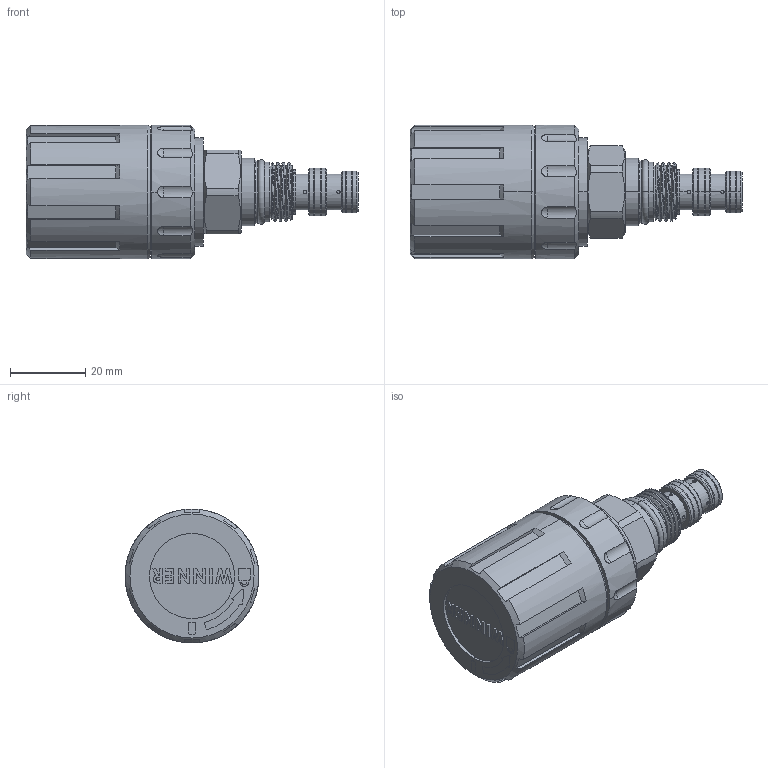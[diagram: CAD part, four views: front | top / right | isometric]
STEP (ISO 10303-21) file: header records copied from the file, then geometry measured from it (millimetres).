
FILE_DESCRIPTION (( 'STEP AP203' ), '1' );
FILE_NAME ('DT9A3A11RA.STEP', '2025-03-04T03:07:20', ( '' ), ( '' ), 'SwSTEP 2.0', 'SolidWorks 2018', '' );
FILE_SCHEMA (( 'CONFIG_CONTROL_DESIGN' ));
Length unit declared in the file: millimetre
Products named in the file (1): DT9A3A11RA
Bounding box: 88.28 x 35.6 x 35.6 mm (x, y, z)
Volume: 53333.7 mm3; surface area: 10609.9 mm2
Topology: 1 solids, 1 shells, 359 faces, 904 edges, 581 vertices
Faces by surface type: plane 156, cylinder 124, cone 58, sphere 10, bspline 7, torus 4
Entity records: 12843 total; most frequent: CARTESIAN_POINT 4368, ORIENTED_EDGE 1792, DIRECTION 1665, EDGE_CURVE 896, AXIS2_PLACEMENT_3D 603, VERTEX_POINT 581, VECTOR 459, LINE 459
